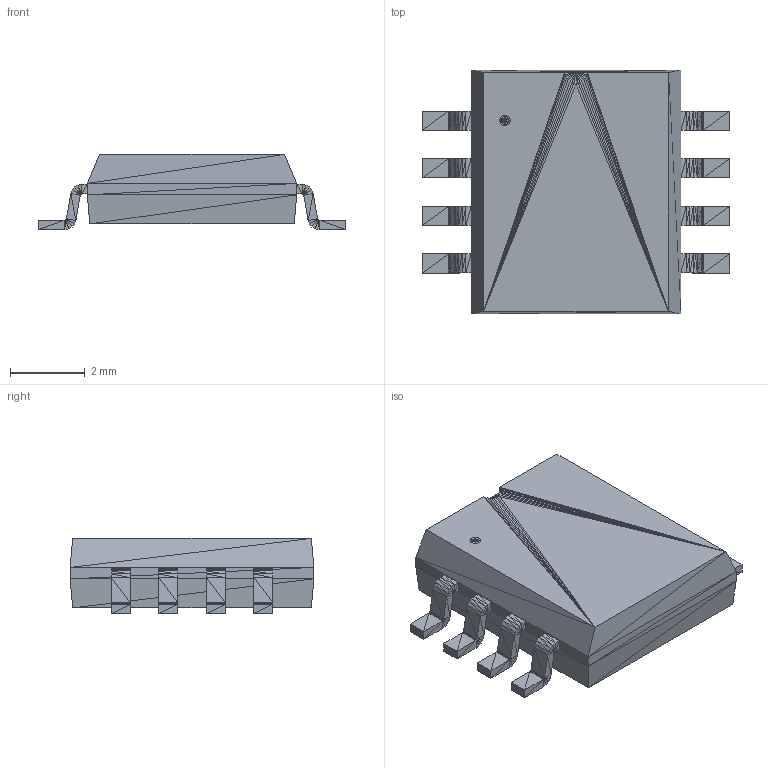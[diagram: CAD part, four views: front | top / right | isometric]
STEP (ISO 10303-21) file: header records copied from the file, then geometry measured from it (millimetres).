
FILE_DESCRIPTION(('STEP AP214'),'1');
FILE_NAME('PS8-M','2016-07-23T15:56:42',(''),(''),'','','');
FILE_SCHEMA(('AUTOMOTIVE_DESIGN'));
Length unit declared in the file: millimetre
Products named in the file (1): product
Bounding box: 8.2 x 6.5 x 2.01 mm (x, y, z)
Surface area: 137.8 mm2 (no closed solid volume)
Topology: 0 solids, 869 shells, 869 faces, 2607 edges, 2607 vertices
Faces by surface type: plane 869
Entity records: 28736 total; most frequent: CARTESIAN_POINT 6084, DIRECTION 4347, ORIENTED_EDGE 2607, EDGE_CURVE 2607, VERTEX_POINT 2607, LINE 2607, VECTOR 2607, AXIS2_PLACEMENT_3D 870
